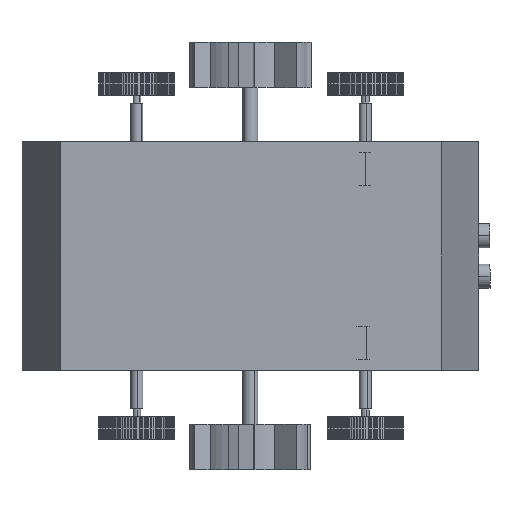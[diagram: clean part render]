
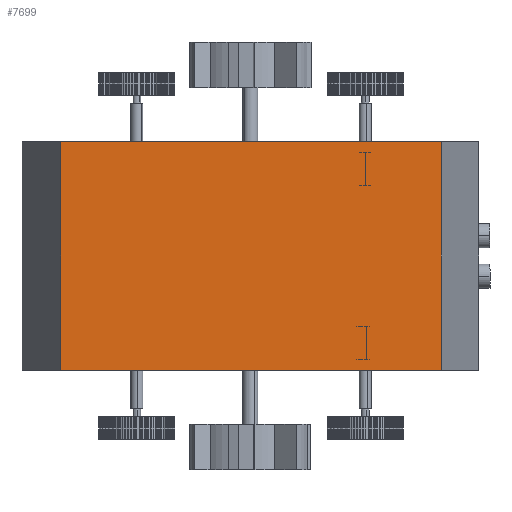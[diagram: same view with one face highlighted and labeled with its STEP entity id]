
A CAD part, front view. The second image highlights one B-rep face of the part: STEP entity #7699.
In plain terms, the highlighted planar face has unit normal (0, -1, 0).
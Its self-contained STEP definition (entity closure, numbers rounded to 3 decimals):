
#124 = CARTESIAN_POINT ( 'NONE',  ( -159.499, -25.292, -67.5 ) ) ;
#805 = ORIENTED_EDGE ( 'NONE', *, *, #4411, .F. ) ;
#1062 = ORIENTED_EDGE ( 'NONE', *, *, #17932, .T. ) ;
#2336 = FACE_OUTER_BOUND ( 'NONE', #16453, .T. ) ;
#2356 = VERTEX_POINT ( 'NONE', #6554 ) ;
#3646 = ORIENTED_EDGE ( 'NONE', *, *, #23536, .F. ) ;
#4213 = VECTOR ( 'NONE', #22129, 1000. ) ;
#4411 = EDGE_CURVE ( 'NONE', #20763, #2356, #5367, .T. ) ;
#5367 = LINE ( 'NONE', #14662, #5737 ) ;
#5737 = VECTOR ( 'NONE', #16582, 1000. ) ;
#6554 = CARTESIAN_POINT ( 'NONE',  ( 90.588, -25.292, -67.5 ) ) ;
#7050 = VECTOR ( 'NONE', #18368, 1000. ) ;
#7699 = ADVANCED_FACE ( 'NONE', ( #2336 ), #15143, .F. ) ;
#7775 = DIRECTION ( 'NONE',  ( 0., 1., 0. ) ) ;
#8729 = LINE ( 'NONE', #16217, #4213 ) ;
#9163 = EDGE_CURVE ( 'NONE', #9248, #15581, #8729, .T. ) ;
#9248 = VERTEX_POINT ( 'NONE', #20915 ) ;
#10343 = VECTOR ( 'NONE', #23277, 1000. ) ;
#11368 = CARTESIAN_POINT ( 'NONE',  ( 90.588, -25.292, 82.5 ) ) ;
#12159 = LINE ( 'NONE', #14446, #10343 ) ;
#12784 = ORIENTED_EDGE ( 'NONE', *, *, #9163, .T. ) ;
#12820 = CARTESIAN_POINT ( 'NONE',  ( -159.499, -25.292, 82.5 ) ) ;
#14446 = CARTESIAN_POINT ( 'NONE',  ( -159.499, -25.292, -67.5 ) ) ;
#14662 = CARTESIAN_POINT ( 'NONE',  ( 90.588, -25.292, 82.5 ) ) ;
#15143 = PLANE ( 'NONE',  #21798 ) ;
#15581 = VERTEX_POINT ( 'NONE', #124 ) ;
#16217 = CARTESIAN_POINT ( 'NONE',  ( -159.499, -25.292, 82.5 ) ) ;
#16453 = EDGE_LOOP ( 'NONE', ( #1062, #805, #3646, #12784 ) ) ;
#16582 = DIRECTION ( 'NONE',  ( 0., 0., -1. ) ) ;
#17072 = DIRECTION ( 'NONE',  ( 0., 0., 1. ) ) ;
#17932 = EDGE_CURVE ( 'NONE', #15581, #2356, #12159, .T. ) ;
#18368 = DIRECTION ( 'NONE',  ( 1., 0., 0. ) ) ;
#20763 = VERTEX_POINT ( 'NONE', #11368 ) ;
#20915 = CARTESIAN_POINT ( 'NONE',  ( -159.499, -25.292, 82.5 ) ) ;
#21798 = AXIS2_PLACEMENT_3D ( 'NONE', #22768, #7775, #17072 ) ;
#22003 = LINE ( 'NONE', #12820, #7050 ) ;
#22129 = DIRECTION ( 'NONE',  ( 0., 0., -1. ) ) ;
#22768 = CARTESIAN_POINT ( 'NONE',  ( -159.499, -25.292, 82.5 ) ) ;
#23277 = DIRECTION ( 'NONE',  ( 1., 0., 0. ) ) ;
#23536 = EDGE_CURVE ( 'NONE', #9248, #20763, #22003, .T. ) ;
